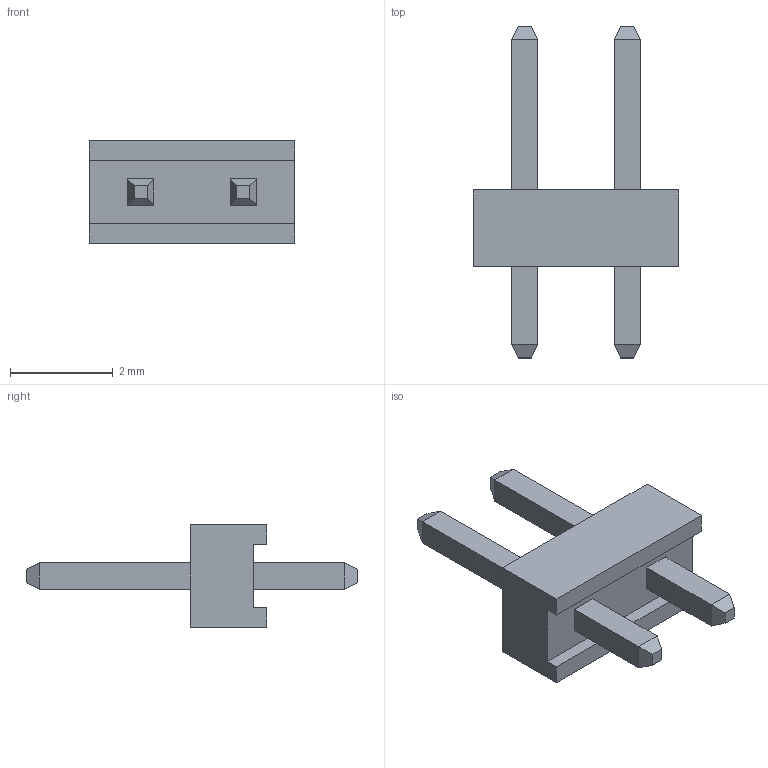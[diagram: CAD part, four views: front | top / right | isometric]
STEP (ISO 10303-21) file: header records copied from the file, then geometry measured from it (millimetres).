
FILE_DESCRIPTION(/* description */ ('STEP AP214'),/* implementation_level */ '2;1');
FILE_NAME(/* name */ 'MTMM-102-02-T-S-126',/* time_stamp */ '2024-08-15T14:54:45+02:00',/* author */ ('License CC BY-ND 4.0'),/* organization */ ('CADENAS'),/* preprocessor_version */ 'ST-DEVELOPER v19.3',/* originating_system */ 'PARTsolutions',/* authorisation */ ' ');
FILE_SCHEMA (('AUTOMOTIVE_DESIGN {1 0 10303 214 3 1 1}'));
Length unit declared in the file: inch
Products named in the file (3): MTMM-102-02-T-S-126; MTMM-102-02-T-S-126_pins; MTMM-102-02-T-S-126_body
Assembly tree (2 placements, depth 2):
  MTMM-102-02-T-S-126
    MTMM-102-02-T-S-126_pins
    MTMM-102-02-T-S-126_body
Bounding box: 4 x 6.48 x 2 mm (x, y, z)
Volume: 13.8 mm3; surface area: 70.2 mm2
Topology: 2 solids, 2 shells, 58 faces, 140 edges, 88 vertices
Faces by surface type: plane 58
Entity records: 1722 total; most frequent: CARTESIAN_POINT 289, ORIENTED_EDGE 280, DIRECTION 262, EDGE_CURVE 140, LINE 140, VECTOR 140, VERTEX_POINT 88, EDGE_LOOP 64
